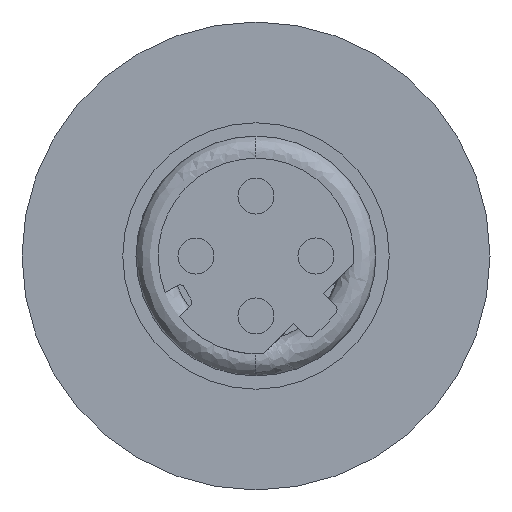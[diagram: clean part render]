
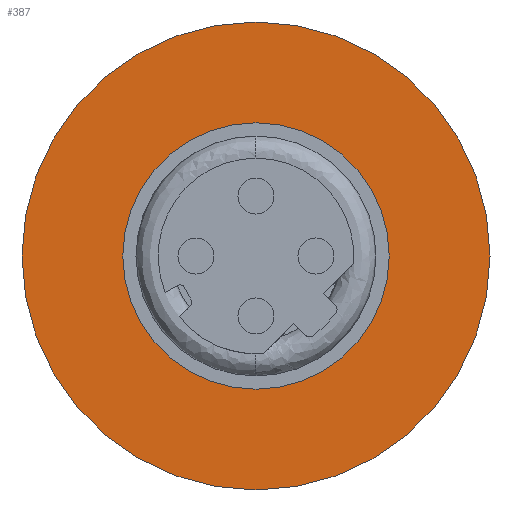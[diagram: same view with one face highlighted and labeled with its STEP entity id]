
A CAD part, front view. The second image highlights one B-rep face of the part: STEP entity #387.
In plain terms, the highlighted planar face has unit normal (0, -1, 0).
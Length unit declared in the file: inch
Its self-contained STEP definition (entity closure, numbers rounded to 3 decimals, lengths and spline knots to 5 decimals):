
#52 = VERTEX_POINT ( 'NONE', #2856 ) ;
#102 = CIRCLE ( 'NONE', #844, 0.2185 ) ;
#197 = VERTEX_POINT ( 'NONE', #1296 ) ;
#201 = AXIS2_PLACEMENT_3D ( 'NONE', #1068, #2993, #1345 ) ;
#261 = FACE_BOUND ( 'NONE', #2692, .T. ) ;
#290 = EDGE_CURVE ( 'NONE', #197, #52, #2630, .T. ) ;
#335 = ORIENTED_EDGE ( 'NONE', *, *, #290, .T. ) ;
#387 = ADVANCED_FACE ( 'NONE', ( #261, #1643 ), #1953, .T. ) ;
#806 = ORIENTED_EDGE ( 'NONE', *, *, #2440, .T. ) ;
#844 = AXIS2_PLACEMENT_3D ( 'NONE', #1360, #3286, #1635 ) ;
#852 = DIRECTION ( 'NONE',  ( 0., 1., 0. ) ) ;
#865 = DIRECTION ( 'NONE',  ( 0., 1., 0. ) ) ;
#947 = ORIENTED_EDGE ( 'NONE', *, *, #1421, .F. ) ;
#1068 = CARTESIAN_POINT ( 'NONE',  ( -3.89631, -3.84788, 0.00979 ) ) ;
#1211 = CARTESIAN_POINT ( 'NONE',  ( -3.89631, -3.84788, -0.37407 ) ) ;
#1296 = CARTESIAN_POINT ( 'NONE',  ( -3.89631, -3.84788, -0.20871 ) ) ;
#1345 = DIRECTION ( 'NONE',  ( 0., 0., 1. ) ) ;
#1360 = CARTESIAN_POINT ( 'NONE',  ( -3.89631, -3.84788, 0.00979 ) ) ;
#1421 = EDGE_CURVE ( 'NONE', #3025, #3282, #3058, .T. ) ;
#1443 = EDGE_CURVE ( 'NONE', #3282, #3025, #1593, .T. ) ;
#1593 = CIRCLE ( 'NONE', #3176, 0.38386 ) ;
#1635 = DIRECTION ( 'NONE',  ( 0., 0., 1. ) ) ;
#1643 = FACE_OUTER_BOUND ( 'NONE', #2820, .T. ) ;
#1838 = DIRECTION ( 'NONE',  ( 0., 0., -1. ) ) ;
#1922 = CARTESIAN_POINT ( 'NONE',  ( -3.89631, -3.84788, 0.39365 ) ) ;
#1953 = PLANE ( 'NONE',  #3336 ) ;
#2085 = DIRECTION ( 'NONE',  ( 0., -1., 0. ) ) ;
#2335 = ORIENTED_EDGE ( 'NONE', *, *, #1443, .F. ) ;
#2440 = EDGE_CURVE ( 'NONE', #52, #197, #102, .T. ) ;
#2508 = CARTESIAN_POINT ( 'NONE',  ( -3.89631, -3.84788, 0.00979 ) ) ;
#2518 = CARTESIAN_POINT ( 'NONE',  ( -3.89631, -3.84788, 0.00979 ) ) ;
#2630 = CIRCLE ( 'NONE', #201, 0.2185 ) ;
#2692 = EDGE_LOOP ( 'NONE', ( #806, #335 ) ) ;
#2786 = DIRECTION ( 'NONE',  ( 0., 0., 1. ) ) ;
#2796 = DIRECTION ( 'NONE',  ( 0., 0., 1. ) ) ;
#2810 = AXIS2_PLACEMENT_3D ( 'NONE', #2508, #852, #2786 ) ;
#2820 = EDGE_LOOP ( 'NONE', ( #947, #2335 ) ) ;
#2856 = CARTESIAN_POINT ( 'NONE',  ( -3.89631, -3.84788, 0.2283 ) ) ;
#2993 = DIRECTION ( 'NONE',  ( 0., 1., 0. ) ) ;
#3025 = VERTEX_POINT ( 'NONE', #1922 ) ;
#3058 = CIRCLE ( 'NONE', #2810, 0.38386 ) ;
#3176 = AXIS2_PLACEMENT_3D ( 'NONE', #2518, #865, #2796 ) ;
#3214 = CARTESIAN_POINT ( 'NONE',  ( -3.51907, -3.84788, 0.00979 ) ) ;
#3282 = VERTEX_POINT ( 'NONE', #1211 ) ;
#3286 = DIRECTION ( 'NONE',  ( 0., 1., 0. ) ) ;
#3336 = AXIS2_PLACEMENT_3D ( 'NONE', #3214, #2085, #1838 ) ;
